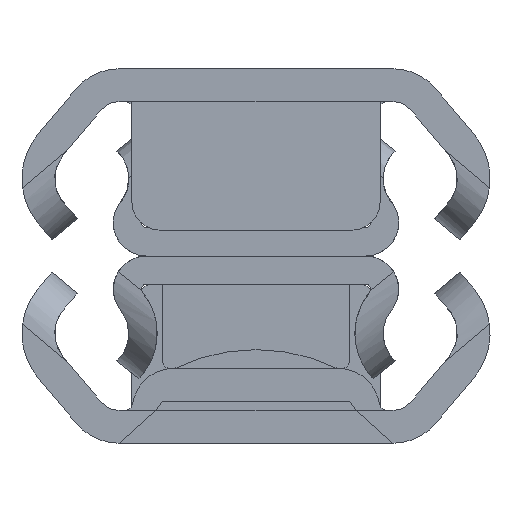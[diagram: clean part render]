
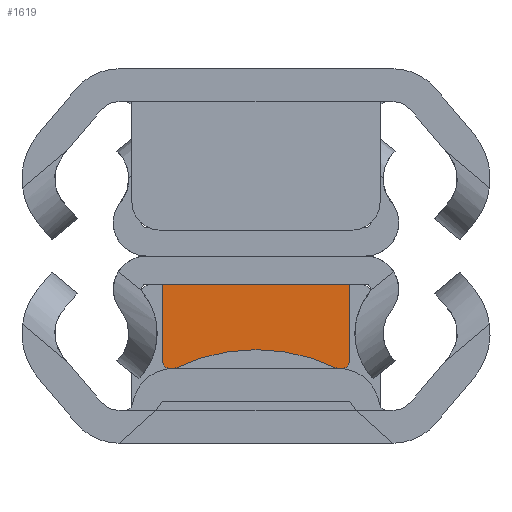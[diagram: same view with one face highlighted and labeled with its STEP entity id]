
A CAD part, left-side view. The second image highlights one B-rep face of the part: STEP entity #1619.
In plain terms, the highlighted face is planar.
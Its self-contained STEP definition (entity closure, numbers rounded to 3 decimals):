
#28 = PLANE ( 'NONE',  #85 ) ;
#55 = CARTESIAN_POINT ( 'NONE',  ( -4.8, -3.464, -445.8 ) ) ;
#73 = EDGE_LOOP ( 'NONE', ( #1390, #3278, #292, #2286, #2225, #2524, #496, #530 ) ) ;
#76 = EDGE_CURVE ( 'NONE', #2470, #680, #2309, .T. ) ;
#80 = VECTOR ( 'NONE', #3780, 1000. ) ;
#85 = AXIS2_PLACEMENT_3D ( 'NONE', #3668, #2664, #2333 ) ;
#187 = CARTESIAN_POINT ( 'NONE',  ( -11.9, 0., -445.8 ) ) ;
#221 = DIRECTION ( 'NONE',  ( 0., 0., 1. ) ) ;
#240 = EDGE_CURVE ( 'NONE', #611, #3564, #3922, .T. ) ;
#249 = CARTESIAN_POINT ( 'NONE',  ( -4.8, 0., -445.8 ) ) ;
#291 = EDGE_CURVE ( 'NONE', #1604, #3564, #3181, .T. ) ;
#292 = ORIENTED_EDGE ( 'NONE', *, *, #691, .F. ) ;
#425 = VECTOR ( 'NONE', #3502, 1000. ) ;
#496 = ORIENTED_EDGE ( 'NONE', *, *, #291, .F. ) ;
#530 = ORIENTED_EDGE ( 'NONE', *, *, #887, .T. ) ;
#568 = AXIS2_PLACEMENT_3D ( 'NONE', #3317, #3711, #3649 ) ;
#569 = CARTESIAN_POINT ( 'NONE',  ( -1.2, 4., -445.8 ) ) ;
#611 = VERTEX_POINT ( 'NONE', #2252 ) ;
#680 = VERTEX_POINT ( 'NONE', #55 ) ;
#691 = EDGE_CURVE ( 'NONE', #2132, #764, #2012, .T. ) ;
#764 = VERTEX_POINT ( 'NONE', #3035 ) ;
#768 = DIRECTION ( 'NONE',  ( -1., 0., 0. ) ) ;
#887 = EDGE_CURVE ( 'NONE', #1604, #680, #972, .T. ) ;
#907 = CARTESIAN_POINT ( 'NONE',  ( -4.8, 3.7, -445.8 ) ) ;
#910 = CARTESIAN_POINT ( 'NONE',  ( -4.8, -3.7, -445.8 ) ) ;
#916 = CARTESIAN_POINT ( 'NONE',  ( -1.2, 0., -445.8 ) ) ;
#972 = CIRCLE ( 'NONE', #3779, 7.9 ) ;
#1108 = EDGE_CURVE ( 'NONE', #2470, #764, #1779, .T. ) ;
#1278 = EDGE_CURVE ( 'NONE', #611, #4115, #2464, .T. ) ;
#1390 = ORIENTED_EDGE ( 'NONE', *, *, #76, .F. ) ;
#1393 = CARTESIAN_POINT ( 'NONE',  ( -4.8, -4., -445.8 ) ) ;
#1604 = VERTEX_POINT ( 'NONE', #1684 ) ;
#1619 = ADVANCED_FACE ( 'NONE', ( #1702 ), #28, .T. ) ;
#1684 = CARTESIAN_POINT ( 'NONE',  ( -4.8, 3.464, -445.8 ) ) ;
#1702 = FACE_OUTER_BOUND ( 'NONE', #73, .T. ) ;
#1763 = DIRECTION ( 'NONE',  ( 1., 0., 0. ) ) ;
#1779 = CIRCLE ( 'NONE', #568, 0.3 ) ;
#2012 = LINE ( 'NONE', #1393, #3572 ) ;
#2052 = AXIS2_PLACEMENT_3D ( 'NONE', #3137, #221, #1763 ) ;
#2132 = VERTEX_POINT ( 'NONE', #3062 ) ;
#2159 = DIRECTION ( 'NONE',  ( -1., 0., 0. ) ) ;
#2174 = DIRECTION ( 'NONE',  ( 0., -1., 0. ) ) ;
#2225 = ORIENTED_EDGE ( 'NONE', *, *, #1278, .F. ) ;
#2252 = CARTESIAN_POINT ( 'NONE',  ( -4.5, 4., -445.8 ) ) ;
#2286 = ORIENTED_EDGE ( 'NONE', *, *, #3323, .F. ) ;
#2309 = LINE ( 'NONE', #2704, #2830 ) ;
#2333 = DIRECTION ( 'NONE',  ( 1., 0., 0. ) ) ;
#2464 = LINE ( 'NONE', #569, #80 ) ;
#2470 = VERTEX_POINT ( 'NONE', #910 ) ;
#2472 = DIRECTION ( 'NONE',  ( 0., 0., -1. ) ) ;
#2524 = ORIENTED_EDGE ( 'NONE', *, *, #240, .T. ) ;
#2536 = CARTESIAN_POINT ( 'NONE',  ( -1.2, 4., -445.8 ) ) ;
#2664 = DIRECTION ( 'NONE',  ( 0., 0., 1. ) ) ;
#2704 = CARTESIAN_POINT ( 'NONE',  ( -4.8, 0., -445.8 ) ) ;
#2830 = VECTOR ( 'NONE', #3351, 1000. ) ;
#3035 = CARTESIAN_POINT ( 'NONE',  ( -4.5, -4., -445.8 ) ) ;
#3062 = CARTESIAN_POINT ( 'NONE',  ( -1.2, -4., -445.8 ) ) ;
#3137 = CARTESIAN_POINT ( 'NONE',  ( -4.5, 3.7, -445.8 ) ) ;
#3181 = LINE ( 'NONE', #249, #425 ) ;
#3278 = ORIENTED_EDGE ( 'NONE', *, *, #1108, .T. ) ;
#3317 = CARTESIAN_POINT ( 'NONE',  ( -4.5, -3.7, -445.8 ) ) ;
#3323 = EDGE_CURVE ( 'NONE', #4115, #2132, #3530, .T. ) ;
#3351 = DIRECTION ( 'NONE',  ( 0., 1., 0. ) ) ;
#3383 = VECTOR ( 'NONE', #2174, 1000. ) ;
#3502 = DIRECTION ( 'NONE',  ( 0., 1., 0. ) ) ;
#3530 = LINE ( 'NONE', #916, #3383 ) ;
#3564 = VERTEX_POINT ( 'NONE', #907 ) ;
#3572 = VECTOR ( 'NONE', #768, 1000. ) ;
#3649 = DIRECTION ( 'NONE',  ( 1., 0., 0. ) ) ;
#3668 = CARTESIAN_POINT ( 'NONE',  ( 0., 0., -445.8 ) ) ;
#3711 = DIRECTION ( 'NONE',  ( 0., 0., 1. ) ) ;
#3779 = AXIS2_PLACEMENT_3D ( 'NONE', #187, #2472, #2159 ) ;
#3780 = DIRECTION ( 'NONE',  ( 1., 0., 0. ) ) ;
#3922 = CIRCLE ( 'NONE', #2052, 0.3 ) ;
#4115 = VERTEX_POINT ( 'NONE', #2536 ) ;
